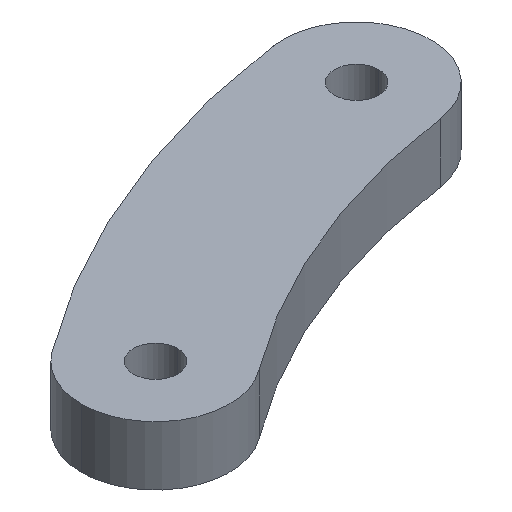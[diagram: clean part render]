
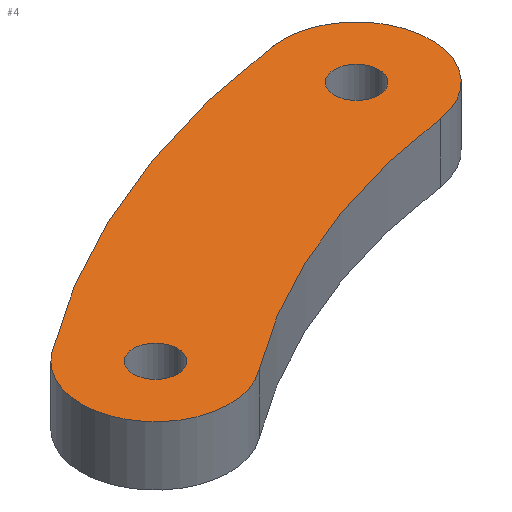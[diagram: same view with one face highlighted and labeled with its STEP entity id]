
A CAD part, isometric view. The second image highlights one B-rep face of the part: STEP entity #4.
In plain terms, the highlighted planar face has unit normal (0, 0, 1).
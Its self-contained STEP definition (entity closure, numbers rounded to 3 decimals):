
#1 = AXIS2_PLACEMENT_3D ( 'NONE', #93, #67, #273 ) ;
#4 = ADVANCED_FACE ( 'NONE', ( #267, #120, #238 ), #270, .T. ) ;
#5 = DIRECTION ( 'NONE',  ( 1., 0., 0. ) ) ;
#6 = CARTESIAN_POINT ( 'NONE',  ( 22.423, 14.481, 4. ) ) ;
#8 = CIRCLE ( 'NONE', #232, 1.5 ) ;
#10 = EDGE_CURVE ( 'NONE', #101, #314, #199, .T. ) ;
#17 = CIRCLE ( 'NONE', #260, 5. ) ;
#27 = CARTESIAN_POINT ( 'NONE',  ( 23.113, 9.528, 4. ) ) ;
#34 = DIRECTION ( 'NONE',  ( 1., 0., 0. ) ) ;
#35 = EDGE_CURVE ( 'NONE', #94, #356, #128, .T. ) ;
#37 = CARTESIAN_POINT ( 'NONE',  ( 3.001, -3.999, 4. ) ) ;
#41 = EDGE_LOOP ( 'NONE', ( #389, #103 ) ) ;
#44 = DIRECTION ( 'NONE',  ( 0., 0., 1. ) ) ;
#52 = CARTESIAN_POINT ( 'NONE',  ( 1.5, 0., 4. ) ) ;
#67 = DIRECTION ( 'NONE',  ( 0., 0., 1. ) ) ;
#73 = ORIENTED_EDGE ( 'NONE', *, *, #35, .T. ) ;
#81 = CIRCLE ( 'NONE', #170, 45. ) ;
#84 = DIRECTION ( 'NONE',  ( 0., 0., 1. ) ) ;
#90 = VERTEX_POINT ( 'NONE', #52 ) ;
#93 = CARTESIAN_POINT ( 'NONE',  ( 30.008, -39.994, 4. ) ) ;
#94 = VERTEX_POINT ( 'NONE', #202 ) ;
#98 = CARTESIAN_POINT ( 'NONE',  ( -5., 0., 4. ) ) ;
#101 = VERTEX_POINT ( 'NONE', #113 ) ;
#103 = ORIENTED_EDGE ( 'NONE', *, *, #10, .F. ) ;
#105 = EDGE_CURVE ( 'NONE', #195, #94, #81, .T. ) ;
#106 = CARTESIAN_POINT ( 'NONE',  ( -3.001, 3.999, 4. ) ) ;
#108 = DIRECTION ( 'NONE',  ( 0., 0., 1. ) ) ;
#109 = EDGE_LOOP ( 'NONE', ( #73, #379, #192, #340, #254 ) ) ;
#113 = CARTESIAN_POINT ( 'NONE',  ( 24.613, 9.528, 4. ) ) ;
#115 = DIRECTION ( 'NONE',  ( 0., 0., 1. ) ) ;
#116 = CARTESIAN_POINT ( 'NONE',  ( -1.5, 0., 4. ) ) ;
#120 = FACE_OUTER_BOUND ( 'NONE', #109, .T. ) ;
#124 = EDGE_CURVE ( 'NONE', #132, #90, #8, .T. ) ;
#125 = CARTESIAN_POINT ( 'NONE',  ( 0., 0., 4. ) ) ;
#128 = CIRCLE ( 'NONE', #252, 5. ) ;
#132 = VERTEX_POINT ( 'NONE', #116 ) ;
#134 = DIRECTION ( 'NONE',  ( 1., 0., 0. ) ) ;
#135 = AXIS2_PLACEMENT_3D ( 'NONE', #207, #84, #297 ) ;
#137 = DIRECTION ( 'NONE',  ( 1., 0., 0. ) ) ;
#165 = AXIS2_PLACEMENT_3D ( 'NONE', #215, #246, #5 ) ;
#170 = AXIS2_PLACEMENT_3D ( 'NONE', #322, #387, #350 ) ;
#175 = CARTESIAN_POINT ( 'NONE',  ( 23.113, 9.528, 4. ) ) ;
#176 = DIRECTION ( 'NONE',  ( 1., 0., 0. ) ) ;
#177 = AXIS2_PLACEMENT_3D ( 'NONE', #27, #293, #176 ) ;
#179 = ORIENTED_EDGE ( 'NONE', *, *, #124, .F. ) ;
#183 = CIRCLE ( 'NONE', #1, 55. ) ;
#185 = CIRCLE ( 'NONE', #320, 1.5 ) ;
#189 = EDGE_CURVE ( 'NONE', #316, #195, #240, .T. ) ;
#192 = ORIENTED_EDGE ( 'NONE', *, *, #281, .T. ) ;
#195 = VERTEX_POINT ( 'NONE', #37 ) ;
#199 = CIRCLE ( 'NONE', #177, 1.5 ) ;
#202 = CARTESIAN_POINT ( 'NONE',  ( 23.802, 4.576, 4. ) ) ;
#204 = EDGE_LOOP ( 'NONE', ( #179, #256 ) ) ;
#207 = CARTESIAN_POINT ( 'NONE',  ( 26.561, -15.233, 4. ) ) ;
#215 = CARTESIAN_POINT ( 'NONE',  ( 0., 0., 4. ) ) ;
#222 = CARTESIAN_POINT ( 'NONE',  ( 21.613, 9.528, 4. ) ) ;
#232 = AXIS2_PLACEMENT_3D ( 'NONE', #386, #115, #237 ) ;
#237 = DIRECTION ( 'NONE',  ( 1., 0., 0. ) ) ;
#238 = FACE_BOUND ( 'NONE', #41, .T. ) ;
#240 = CIRCLE ( 'NONE', #165, 5. ) ;
#241 = AXIS2_PLACEMENT_3D ( 'NONE', #313, #44, #137 ) ;
#242 = DIRECTION ( 'NONE',  ( 1., 0., 0. ) ) ;
#243 = EDGE_CURVE ( 'NONE', #356, #288, #183, .T. ) ;
#246 = DIRECTION ( 'NONE',  ( 0., 0., 1. ) ) ;
#248 = DIRECTION ( 'NONE',  ( 0., 0., 1. ) ) ;
#252 = AXIS2_PLACEMENT_3D ( 'NONE', #175, #298, #242 ) ;
#254 = ORIENTED_EDGE ( 'NONE', *, *, #105, .T. ) ;
#256 = ORIENTED_EDGE ( 'NONE', *, *, #299, .F. ) ;
#260 = AXIS2_PLACEMENT_3D ( 'NONE', #125, #248, #34 ) ;
#267 = FACE_BOUND ( 'NONE', #204, .T. ) ;
#270 = PLANE ( 'NONE',  #135 ) ;
#273 = DIRECTION ( 'NONE',  ( 1., 0., 0. ) ) ;
#281 = EDGE_CURVE ( 'NONE', #288, #316, #17, .T. ) ;
#288 = VERTEX_POINT ( 'NONE', #106 ) ;
#289 = CARTESIAN_POINT ( 'NONE',  ( 0., 0., 4. ) ) ;
#293 = DIRECTION ( 'NONE',  ( 0., 0., 1. ) ) ;
#297 = DIRECTION ( 'NONE',  ( 1., 0., 0. ) ) ;
#298 = DIRECTION ( 'NONE',  ( 0., 0., 1. ) ) ;
#299 = EDGE_CURVE ( 'NONE', #90, #132, #185, .T. ) ;
#301 = CIRCLE ( 'NONE', #241, 1.5 ) ;
#313 = CARTESIAN_POINT ( 'NONE',  ( 23.113, 9.528, 4. ) ) ;
#314 = VERTEX_POINT ( 'NONE', #222 ) ;
#316 = VERTEX_POINT ( 'NONE', #98 ) ;
#320 = AXIS2_PLACEMENT_3D ( 'NONE', #289, #108, #134 ) ;
#322 = CARTESIAN_POINT ( 'NONE',  ( 30.008, -39.994, 4. ) ) ;
#340 = ORIENTED_EDGE ( 'NONE', *, *, #189, .T. ) ;
#341 = EDGE_CURVE ( 'NONE', #314, #101, #301, .T. ) ;
#350 = DIRECTION ( 'NONE',  ( 1., 0., 0. ) ) ;
#356 = VERTEX_POINT ( 'NONE', #6 ) ;
#379 = ORIENTED_EDGE ( 'NONE', *, *, #243, .T. ) ;
#386 = CARTESIAN_POINT ( 'NONE',  ( 0., 0., 4. ) ) ;
#387 = DIRECTION ( 'NONE',  ( 0., 0., -1. ) ) ;
#389 = ORIENTED_EDGE ( 'NONE', *, *, #341, .F. ) ;
